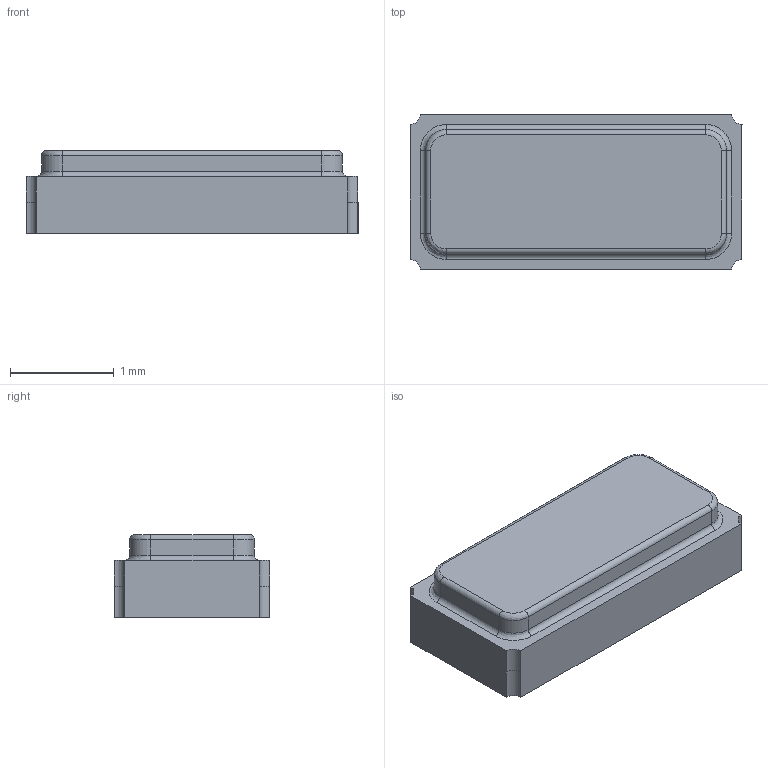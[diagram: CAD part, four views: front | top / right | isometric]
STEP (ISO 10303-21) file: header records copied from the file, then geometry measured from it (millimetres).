
FILE_DESCRIPTION (( 'STEP AP214' ), '1' );
FILE_NAME ('A2415ABC-12D0-48D3-AF2E-0A9BBBD95BA5.STEP', '2023-04-27T08:44:43', ( '' ), ( '' ), 'SwSTEP 2.0', 'SolidWorks 2022', '' );
FILE_SCHEMA (( 'AUTOMOTIVE_DESIGN' ));
Length unit declared in the file: centimetre
Products named in the file (1): A2415ABC-12D0-48D3-AF2E-0A9BBBD95BA5
Bounding box: 3.2 x 1.5 x 0.8 mm (x, y, z)
Volume: 3.5 mm3; surface area: 32.2 mm2
Topology: 4 solids, 4 shells, 98 faces, 246 edges, 156 vertices
Faces by surface type: plane 54, cylinder 36, bspline 8
Entity records: 3073 total; most frequent: CARTESIAN_POINT 647, ORIENTED_EDGE 492, DIRECTION 492, EDGE_CURVE 246, LINE 166, VECTOR 166, AXIS2_PLACEMENT_3D 163, VERTEX_POINT 156
